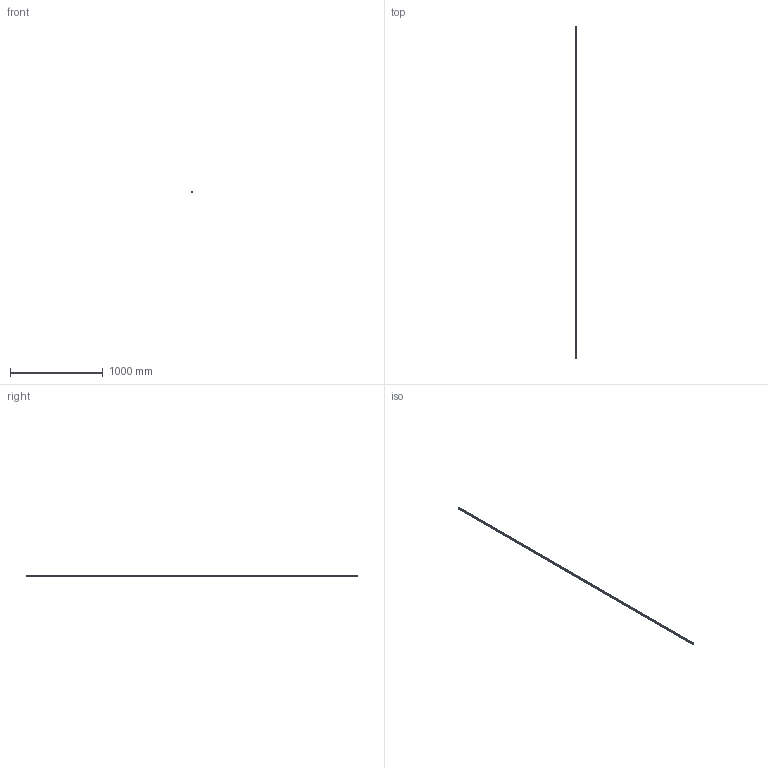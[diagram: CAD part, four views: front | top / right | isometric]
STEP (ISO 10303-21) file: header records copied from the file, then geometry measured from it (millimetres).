
FILE_DESCRIPTION(('STEP AP214'),'1');
FILE_NAME('cctmp_5BB6FB03-75D3-49DC-9092-F8F25824DD12_2021_01_19_11_31_13_0164..stp','2021-01-19T10:31:13',('HIWIN GmbH'),('CADClick - www.CADClick.com'),'Spatial InterOp 3D',' ','unknown authorization');
FILE_SCHEMA(('AUTOMOTIVE_DESIGN'));
Length unit declared in the file: millimetre
Products named in the file (1): HGR15T3570C_FILE
Bounding box: 15 x 3570 x 15 mm (x, y, z)
Volume: 670069.6 mm3; surface area: 226432.4 mm2
Topology: 1 solids, 1 shells, 355 faces, 927 edges, 518 vertices
Faces by surface type: cylinder 146, cone 120, plane 89
Entity records: 12817 total; most frequent: DIRECTION 1811, CARTESIAN_POINT 1681, ORIENTED_EDGE 1614, EDGE_CURVE 807, AXIS2_PLACEMENT_3D 648, VERTEX_POINT 518, LINE 515, VECTOR 515
